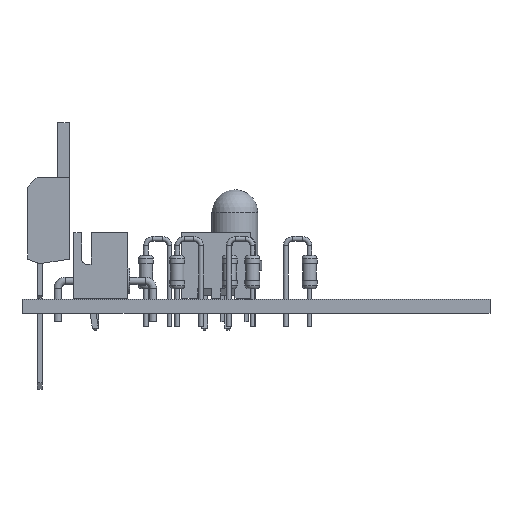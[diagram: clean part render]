
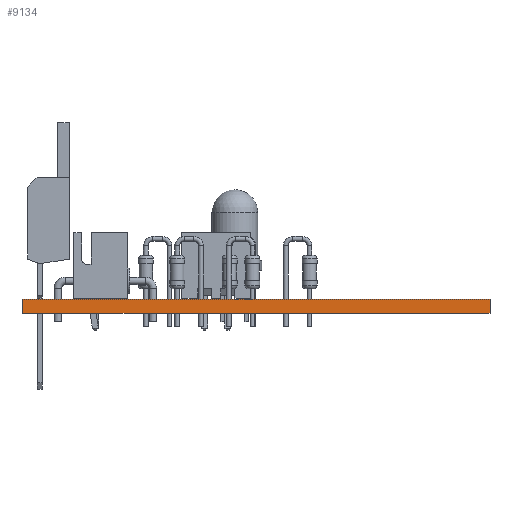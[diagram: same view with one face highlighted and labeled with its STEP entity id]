
A CAD part, front view. The second image highlights one B-rep face of the part: STEP entity #9134.
In plain terms, the highlighted planar face has unit normal (0, -1, 0).
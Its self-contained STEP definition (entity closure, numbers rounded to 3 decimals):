
#9134 = ADVANCED_FACE('',(#9135),#9169,.T.);
#9135 = FACE_BOUND('',#9136,.T.);
#9136 = EDGE_LOOP('',(#9137,#9147,#9155,#9163));
#9137 = ORIENTED_EDGE('',*,*,#9138,.T.);
#9138 = EDGE_CURVE('',#9139,#9141,#9143,.T.);
#9139 = VERTEX_POINT('',#9140);
#9140 = CARTESIAN_POINT('',(102.,-78.3,0.));
#9141 = VERTEX_POINT('',#9142);
#9142 = CARTESIAN_POINT('',(102.,-78.3,1.51));
#9143 = LINE('',#9144,#9145);
#9144 = CARTESIAN_POINT('',(102.,-78.3,0.));
#9145 = VECTOR('',#9146,1.);
#9146 = DIRECTION('',(0.,0.,1.));
#9147 = ORIENTED_EDGE('',*,*,#9148,.T.);
#9148 = EDGE_CURVE('',#9141,#9149,#9151,.T.);
#9149 = VERTEX_POINT('',#9150);
#9150 = CARTESIAN_POINT('',(52.,-78.3,1.51));
#9151 = LINE('',#9152,#9153);
#9152 = CARTESIAN_POINT('',(102.,-78.3,1.51));
#9153 = VECTOR('',#9154,1.);
#9154 = DIRECTION('',(-1.,0.,0.));
#9155 = ORIENTED_EDGE('',*,*,#9156,.F.);
#9156 = EDGE_CURVE('',#9157,#9149,#9159,.T.);
#9157 = VERTEX_POINT('',#9158);
#9158 = CARTESIAN_POINT('',(52.,-78.3,0.));
#9159 = LINE('',#9160,#9161);
#9160 = CARTESIAN_POINT('',(52.,-78.3,0.));
#9161 = VECTOR('',#9162,1.);
#9162 = DIRECTION('',(0.,0.,1.));
#9163 = ORIENTED_EDGE('',*,*,#9164,.F.);
#9164 = EDGE_CURVE('',#9139,#9157,#9165,.T.);
#9165 = LINE('',#9166,#9167);
#9166 = CARTESIAN_POINT('',(102.,-78.3,0.));
#9167 = VECTOR('',#9168,1.);
#9168 = DIRECTION('',(-1.,0.,0.));
#9169 = PLANE('',#9170);
#9170 = AXIS2_PLACEMENT_3D('',#9171,#9172,#9173);
#9171 = CARTESIAN_POINT('',(102.,-78.3,0.));
#9172 = DIRECTION('',(0.,-1.,0.));
#9173 = DIRECTION('',(-1.,0.,0.));
